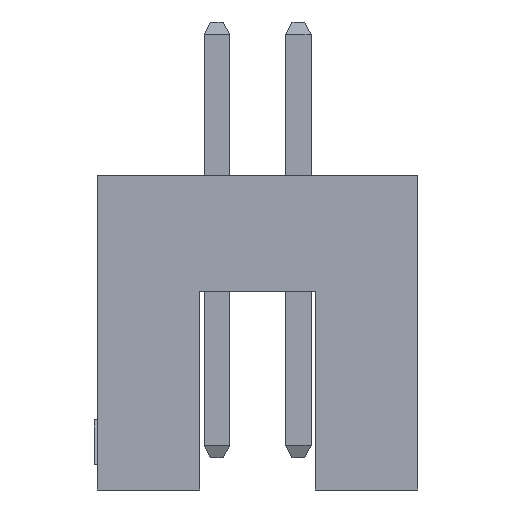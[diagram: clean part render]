
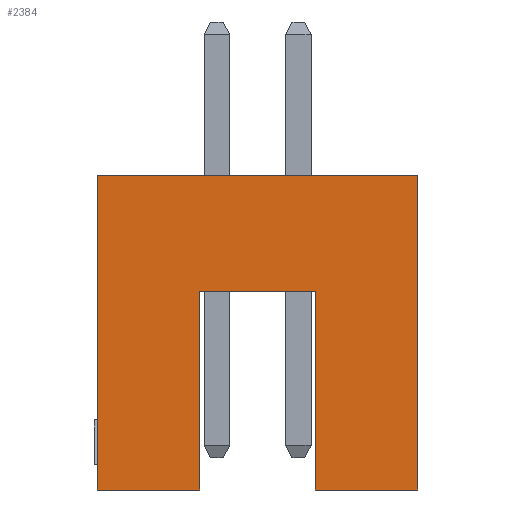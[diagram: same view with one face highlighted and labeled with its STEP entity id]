
A CAD part, front view. The second image highlights one B-rep face of the part: STEP entity #2384.
In plain terms, the highlighted planar face has unit normal (0, -1, 0).
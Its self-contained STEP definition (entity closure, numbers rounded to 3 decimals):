
#1=DIRECTION('',(-1.,0.,0.));
#2=VECTOR('',#1,1.8);
#3=CARTESIAN_POINT('',(0.9,-7.62,0.65));
#4=LINE('',#3,#2);
#5=DIRECTION('',(0.,0.,-1.));
#6=VECTOR('',#5,3.1);
#7=CARTESIAN_POINT('',(-0.9,-7.62,0.65));
#8=LINE('',#7,#6);
#373=DIRECTION('',(0.,0.,-1.));
#374=VECTOR('',#373,4.9);
#375=CARTESIAN_POINT('',(-2.5,-7.62,2.45));
#376=LINE('',#375,#374);
#477=DIRECTION('',(0.,0.,-1.));
#478=VECTOR('',#477,3.1);
#479=CARTESIAN_POINT('',(0.9,-7.62,0.65));
#480=LINE('',#479,#478);
#501=DIRECTION('',(1.,0.,0.));
#502=VECTOR('',#501,1.6);
#503=CARTESIAN_POINT('',(0.9,-7.62,-2.45));
#504=LINE('',#503,#502);
#565=DIRECTION('',(0.,0.,1.));
#566=VECTOR('',#565,4.9);
#567=CARTESIAN_POINT('',(2.5,-7.62,-2.45));
#568=LINE('',#567,#566);
#633=DIRECTION('',(-1.,0.,0.));
#634=VECTOR('',#633,5.);
#635=CARTESIAN_POINT('',(2.5,-7.62,2.45));
#636=LINE('',#635,#634);
#1741=DIRECTION('',(1.,0.,0.));
#1742=VECTOR('',#1741,1.6);
#1743=CARTESIAN_POINT('',(-2.5,-7.62,-2.45));
#1744=LINE('',#1743,#1742);
#1801=CARTESIAN_POINT('',(0.9,-7.62,0.65));
#1802=CARTESIAN_POINT('',(-0.9,-7.62,0.65));
#1803=VERTEX_POINT('',#1801);
#1804=VERTEX_POINT('',#1802);
#1805=CARTESIAN_POINT('',(-0.9,-7.62,-2.45));
#1806=VERTEX_POINT('',#1805);
#1807=CARTESIAN_POINT('',(-2.5,-7.62,-2.45));
#1808=VERTEX_POINT('',#1807);
#1809=CARTESIAN_POINT('',(-2.5,-7.62,2.45));
#1810=VERTEX_POINT('',#1809);
#1811=CARTESIAN_POINT('',(2.5,-7.62,2.45));
#1812=VERTEX_POINT('',#1811);
#1813=CARTESIAN_POINT('',(2.5,-7.62,-2.45));
#1814=VERTEX_POINT('',#1813);
#1815=CARTESIAN_POINT('',(0.9,-7.62,-2.45));
#1816=VERTEX_POINT('',#1815);
#2361=CARTESIAN_POINT('',(0.,-7.62,0.));
#2362=DIRECTION('',(0.,1.,0.));
#2363=DIRECTION('',(1.,0.,0.));
#2364=AXIS2_PLACEMENT_3D('',#2361,#2362,#2363);
#2365=PLANE('',#2364);
#2367=ORIENTED_EDGE('',*,*,#2366,.T.);
#2369=ORIENTED_EDGE('',*,*,#2368,.T.);
#2371=ORIENTED_EDGE('',*,*,#2370,.F.);
#2373=ORIENTED_EDGE('',*,*,#2372,.F.);
#2375=ORIENTED_EDGE('',*,*,#2374,.F.);
#2377=ORIENTED_EDGE('',*,*,#2376,.F.);
#2379=ORIENTED_EDGE('',*,*,#2378,.F.);
#2381=ORIENTED_EDGE('',*,*,#2380,.F.);
#2382=EDGE_LOOP('',(#2367,#2369,#2371,#2373,#2375,#2377,#2379,#2381));
#2383=FACE_OUTER_BOUND('',#2382,.F.);
#2384=ADVANCED_FACE('',(#2383),#2365,.F.);
#2366=EDGE_CURVE('',#1803,#1804,#4,.T.);
#2368=EDGE_CURVE('',#1804,#1806,#8,.T.);
#2370=EDGE_CURVE('',#1808,#1806,#1744,.T.);
#2372=EDGE_CURVE('',#1810,#1808,#376,.T.);
#2374=EDGE_CURVE('',#1812,#1810,#636,.T.);
#2376=EDGE_CURVE('',#1814,#1812,#568,.T.);
#2378=EDGE_CURVE('',#1816,#1814,#504,.T.);
#2380=EDGE_CURVE('',#1803,#1816,#480,.T.);
